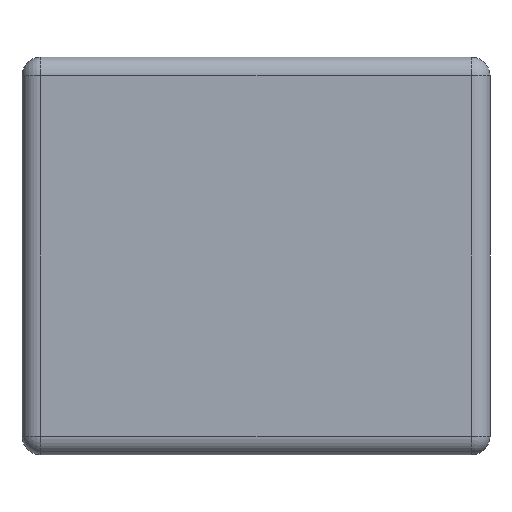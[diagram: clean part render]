
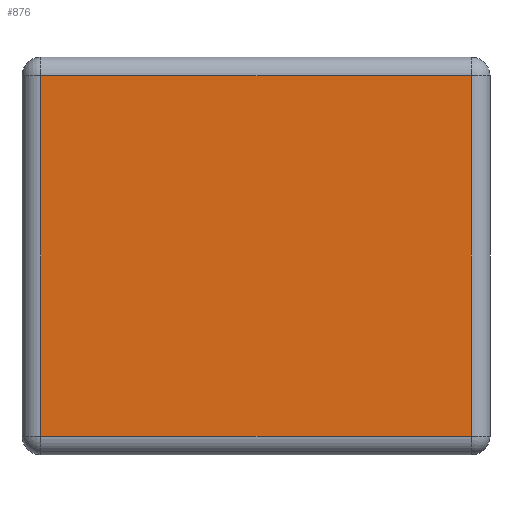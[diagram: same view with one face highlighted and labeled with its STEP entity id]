
A CAD part, left-side view. The second image highlights one B-rep face of the part: STEP entity #876.
In plain terms, the highlighted planar face has unit normal (-1, 0, 0).
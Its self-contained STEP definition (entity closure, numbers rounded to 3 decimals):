
#30 = EDGE_CURVE ( 'NONE', #1309, #1103, #1148, .T. ) ;
#64 = CARTESIAN_POINT ( 'NONE',  ( -0.8, 0.04, -0.425 ) ) ;
#137 = DIRECTION ( 'NONE',  ( 0., 0., -1. ) ) ;
#147 = ORIENTED_EDGE ( 'NONE', *, *, #30, .T. ) ;
#211 = AXIS2_PLACEMENT_3D ( 'NONE', #690, #684, #1493 ) ;
#223 = PLANE ( 'NONE',  #211 ) ;
#283 = CARTESIAN_POINT ( 'NONE',  ( -0.8, 1., -0.385 ) ) ;
#286 = ORIENTED_EDGE ( 'NONE', *, *, #839, .T. ) ;
#360 = CARTESIAN_POINT ( 'NONE',  ( -0.8, 0.96, -0.425 ) ) ;
#365 = LINE ( 'NONE', #809, #1123 ) ;
#392 = CARTESIAN_POINT ( 'NONE',  ( -0.8, 0.96, -0.385 ) ) ;
#470 = ORIENTED_EDGE ( 'NONE', *, *, #736, .T. ) ;
#524 = DIRECTION ( 'NONE',  ( 0., 0., 1. ) ) ;
#563 = DIRECTION ( 'NONE',  ( 0., 1., 0. ) ) ;
#640 = DIRECTION ( 'NONE',  ( 0., -1., 0. ) ) ;
#684 = DIRECTION ( 'NONE',  ( 1., 0., 0. ) ) ;
#690 = CARTESIAN_POINT ( 'NONE',  ( -0.8, 1., -0.425 ) ) ;
#730 = VERTEX_POINT ( 'NONE', #1202 ) ;
#731 = CARTESIAN_POINT ( 'NONE',  ( -0.8, 0.04, 0.385 ) ) ;
#736 = EDGE_CURVE ( 'NONE', #730, #935, #1068, .T. ) ;
#770 = ORIENTED_EDGE ( 'NONE', *, *, #1268, .T. ) ;
#809 = CARTESIAN_POINT ( 'NONE',  ( -0.8, 1., 0.385 ) ) ;
#810 = VECTOR ( 'NONE', #524, 1000. ) ;
#839 = EDGE_CURVE ( 'NONE', #1103, #730, #951, .T. ) ;
#876 = ADVANCED_FACE ( 'NONE', ( #1252 ), #223, .F. ) ;
#935 = VERTEX_POINT ( 'NONE', #731 ) ;
#951 = LINE ( 'NONE', #283, #1292 ) ;
#1068 = LINE ( 'NONE', #64, #810 ) ;
#1075 = VECTOR ( 'NONE', #137, 1000. ) ;
#1103 = VERTEX_POINT ( 'NONE', #392 ) ;
#1123 = VECTOR ( 'NONE', #563, 1000. ) ;
#1148 = LINE ( 'NONE', #360, #1075 ) ;
#1202 = CARTESIAN_POINT ( 'NONE',  ( -0.8, 0.04, -0.385 ) ) ;
#1252 = FACE_OUTER_BOUND ( 'NONE', #1387, .T. ) ;
#1257 = CARTESIAN_POINT ( 'NONE',  ( -0.8, 0.96, 0.385 ) ) ;
#1268 = EDGE_CURVE ( 'NONE', #935, #1309, #365, .T. ) ;
#1292 = VECTOR ( 'NONE', #640, 1000. ) ;
#1309 = VERTEX_POINT ( 'NONE', #1257 ) ;
#1387 = EDGE_LOOP ( 'NONE', ( #147, #286, #470, #770 ) ) ;
#1493 = DIRECTION ( 'NONE',  ( 0., 0., -1. ) ) ;
